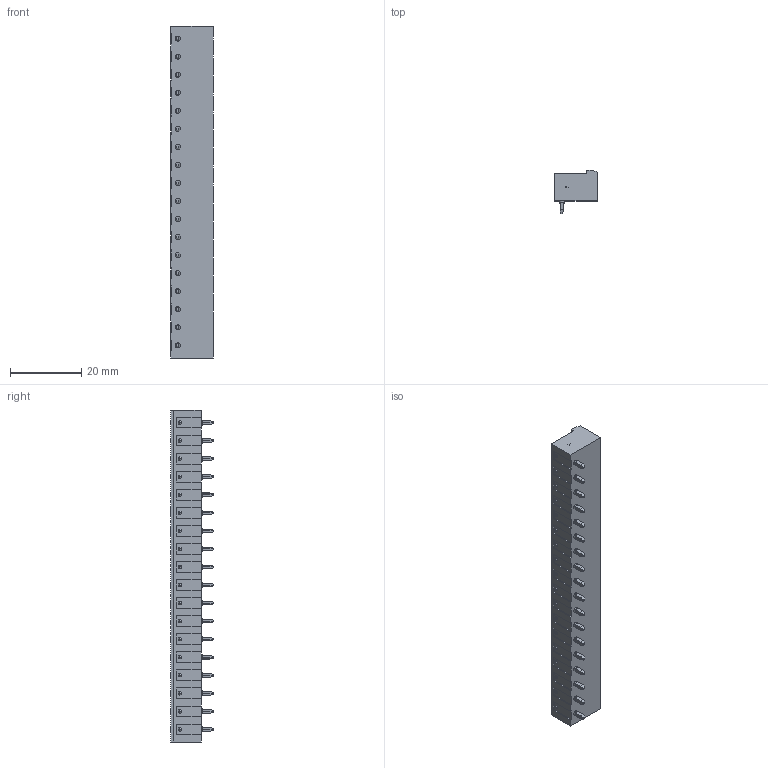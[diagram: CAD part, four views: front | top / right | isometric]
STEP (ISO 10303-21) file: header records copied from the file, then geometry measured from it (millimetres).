
FILE_DESCRIPTION(('SolidDesigner STEP Export'),'1');
FILE_NAME('mstba_2.5-18-g-5.08.stp','2000-09-11T 8:13:25',(''),(''), 'SolidDesigner STEP processor Version: 7.0(Mar 1999)for AP214(CD)(Solid Model)', 'CoCreate SolidDesigner: 08.01 19-Jun-2000(C) CoCreate Software GmbH','');
FILE_SCHEMA(('AUTOMOTIVE_DESIGN_CC2 {1 2 10303 214 -1 1 5 1}'));
Length unit declared in the file: millimetre
Products named in the file (2): mstba_2.5-18-g-5.08
Assembly tree (1 placements, depth 2):
  mstba_2.5-18-g-5.08
    mstba_2.5-18-g-5.08
Bounding box: 12 x 12.1 x 93.44 mm (x, y, z)
Volume: 4593.3 mm3; surface area: 6465.9 mm2
Topology: 1 solids, 1 shells, 1528 faces, 3363 edges, 1966 vertices
Faces by surface type: plane 1289, cylinder 131, sphere 72, cone 36
Entity records: 48691 total; most frequent: ORIENTED_EDGE 6726, CARTESIAN_POINT 6300, DIRECTION 5423, EDGE_CURVE 3363, VECTOR 2309, LINE 2309, VERTEX_POINT 1966, EDGE_LOOP 1657
